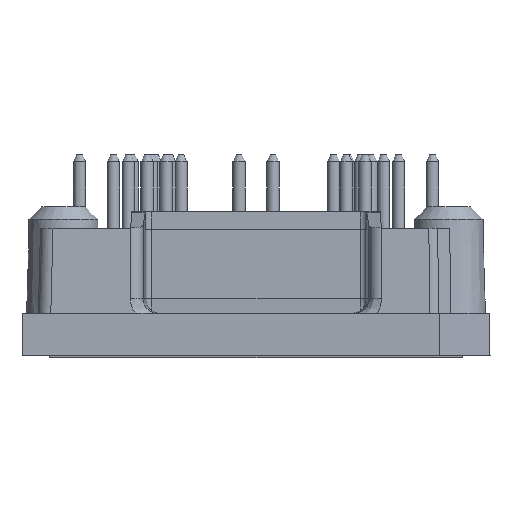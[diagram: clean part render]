
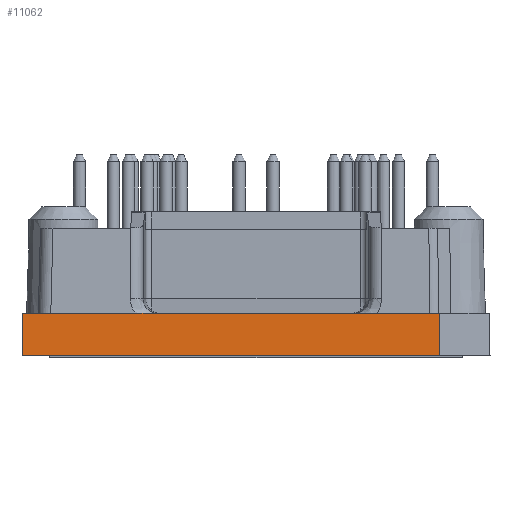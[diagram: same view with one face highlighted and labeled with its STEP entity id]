
A CAD part, left-side view. The second image highlights one B-rep face of the part: STEP entity #11062.
In plain terms, the highlighted planar face has unit normal (-1, 0, 0.018).
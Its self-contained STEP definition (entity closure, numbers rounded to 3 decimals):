
#1263=ORIENTED_EDGE('',*,*,#3337,.T.);
#1264=ORIENTED_EDGE('',*,*,#3338,.F.);
#1265=ORIENTED_EDGE('',*,*,#3339,.T.);
#1266=ORIENTED_EDGE('',*,*,#3284,.T.);
#3284=EDGE_CURVE('',#4362,#4366,#5193,.F.);
#3337=EDGE_CURVE('',#4366,#4400,#5229,.F.);
#3338=EDGE_CURVE('',#4401,#4400,#5230,.F.);
#3339=EDGE_CURVE('',#4401,#4362,#5231,.T.);
#4362=VERTEX_POINT('',#15098);
#4366=VERTEX_POINT('',#15106);
#4400=VERTEX_POINT('',#15215);
#4401=VERTEX_POINT('',#15219);
#5193=LINE('',#15107,#5830);
#5229=LINE('',#15216,#5866);
#5230=LINE('',#15218,#5867);
#5231=LINE('',#15220,#5868);
#5830=VECTOR('',#12810,1000.);
#5866=VECTOR('',#12924,1000.);
#5867=VECTOR('',#12927,1000.);
#5868=VECTOR('',#12928,1000.);
#6443=EDGE_LOOP('',(#1263,#1264,#1265,#1266));
#7244=FACE_BOUND('',#6443,.T.);
#7979=PLANE('',#11731);
#11062=ADVANCED_FACE('',(#7244),#7979,.T.);
#11731=AXIS2_PLACEMENT_3D('',#15217,#12925,#12926);
#12810=DIRECTION('',(0.,1.,0.));
#12924=DIRECTION('',(-0.017,-0.007,-1.));
#12925=DIRECTION('',(-1.,0.,0.017));
#12926=DIRECTION('',(0.017,0.,1.));
#12927=DIRECTION('',(0.,1.,0.));
#12928=DIRECTION('',(-0.017,0.017,-1.));
#15098=CARTESIAN_POINT('',(-41.,18.7,0.));
#15106=CARTESIAN_POINT('',(-41.,-14.7,0.));
#15107=CARTESIAN_POINT('',(-41.,0.,0.));
#15215=CARTESIAN_POINT('',(-40.941,-14.675,3.4));
#15216=CARTESIAN_POINT('',(-40.998,-14.699,0.134));
#15217=CARTESIAN_POINT('',(-41.,0.,0.));
#15218=CARTESIAN_POINT('',(-40.941,0.,3.4));
#15219=CARTESIAN_POINT('',(-40.941,18.641,3.4));
#15220=CARTESIAN_POINT('',(-40.994,18.694,0.326));
